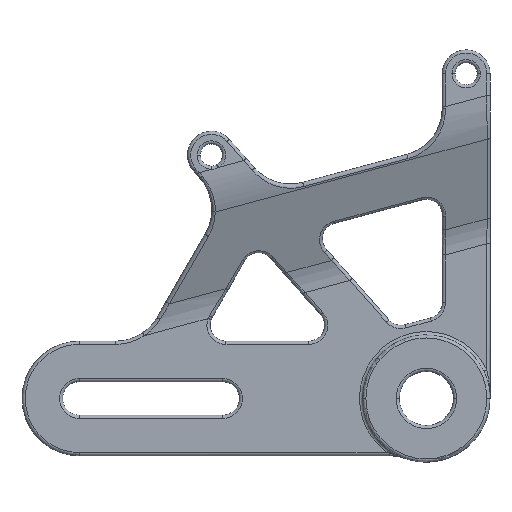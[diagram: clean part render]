
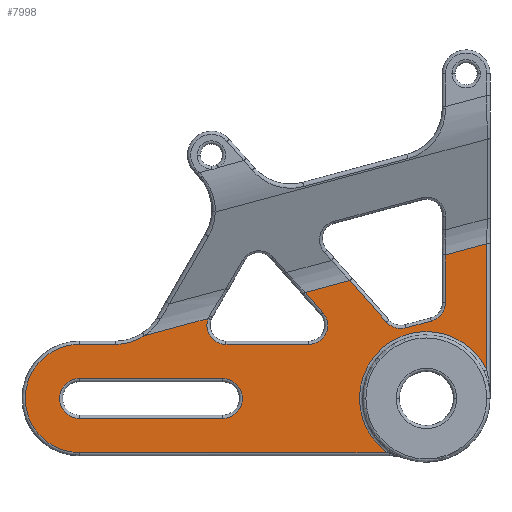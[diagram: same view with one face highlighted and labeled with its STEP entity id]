
A CAD part, left-side view. The second image highlights one B-rep face of the part: STEP entity #7998.
In plain terms, the highlighted planar face has unit normal (-1, 0, 0).
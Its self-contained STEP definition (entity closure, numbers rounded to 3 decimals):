
#6852=AXIS2_PLACEMENT_3D('Circle Axis2P3D',#6850,#6851,$) ;
#6894=AXIS2_PLACEMENT_3D('Circle Axis2P3D',#6892,#6893,$) ;
#6949=AXIS2_PLACEMENT_3D('Circle Axis2P3D',#6947,#6948,$) ;
#6990=AXIS2_PLACEMENT_3D('Circle Axis2P3D',#6988,#6989,$) ;
#7045=AXIS2_PLACEMENT_3D('Circle Axis2P3D',#7043,#7044,$) ;
#7394=AXIS2_PLACEMENT_3D('Circle Axis2P3D',#7392,#7393,$) ;
#7401=AXIS2_PLACEMENT_3D('Circle Axis2P3D',#7399,#7400,$) ;
#7532=AXIS2_PLACEMENT_3D('Circle Axis2P3D',#7530,#7531,$) ;
#7684=AXIS2_PLACEMENT_3D('Circle Axis2P3D',#7682,#7683,$) ;
#7780=AXIS2_PLACEMENT_3D('Circle Axis2P3D',#7778,#7779,$) ;
#7969=AXIS2_PLACEMENT_3D('Plane Axis2P3D',#7966,#7967,#7968) ;
#4003=CARTESIAN_POINT('Vertex',(-28.,-19.,48.573)) ;
#4198=CARTESIAN_POINT('Vertex',(-28.,-19.,8.944)) ;
#4219=CARTESIAN_POINT('Line Origine',(-28.,-19.,48.686)) ;
#5009=CARTESIAN_POINT('Vertex',(-28.,38.066,33.282)) ;
#5060=CARTESIAN_POINT('Vertex',(-28.,32.493,26.972)) ;
#5063=CARTESIAN_POINT('Line Origine',(-28.,19.95,12.77)) ;
#5272=CARTESIAN_POINT('Vertex',(-28.,24.041,37.04)) ;
#5318=CARTESIAN_POINT('Line Origine',(-28.,5.31,15.831)) ;
#5322=CARTESIAN_POINT('Vertex',(-28.,12.52,23.996)) ;
#5551=CARTESIAN_POINT('Vertex',(-28.,-6.,45.089)) ;
#5605=CARTESIAN_POINT('Vertex',(-28.,-6.,30.117)) ;
#5608=CARTESIAN_POINT('Line Origine',(-28.,-6.,19.441)) ;
#5757=CARTESIAN_POINT('Line Origine',(-28.,-6.033,45.098)) ;
#5774=CARTESIAN_POINT('Vertex',(-28.,68.538,25.117)) ;
#5783=CARTESIAN_POINT('Vertex',(-28.,88.615,19.737)) ;
#5786=CARTESIAN_POINT('Line Origine',(-28.,-6.033,45.098)) ;
#5943=CARTESIAN_POINT('Line Origine',(-28.,-6.033,45.098)) ;
#6847=CARTESIAN_POINT('Vertex',(-28.,97.565,17.)) ;
#6850=CARTESIAN_POINT('Axis2P3D Location',(-28.,97.565,33.)) ;
#6892=CARTESIAN_POINT('Axis2P3D Location',(-28.,62.924,23.)) ;
#6896=CARTESIAN_POINT('Vertex',(-28.,62.924,17.)) ;
#6944=CARTESIAN_POINT('Vertex',(-28.,36.99,17.)) ;
#6947=CARTESIAN_POINT('Axis2P3D Location',(-28.,36.99,23.)) ;
#6988=CARTESIAN_POINT('Axis2P3D Location',(-28.,8.023,27.967)) ;
#6992=CARTESIAN_POINT('Vertex',(-28.,6.47,22.172)) ;
#7040=CARTESIAN_POINT('Vertex',(-28.,-1.553,24.322)) ;
#7043=CARTESIAN_POINT('Axis2P3D Location',(-28.,0.,30.117)) ;
#7357=CARTESIAN_POINT('Vertex',(-28.,12.329,-17.)) ;
#7392=CARTESIAN_POINT('Axis2P3D Location',(-28.,0.,0.)) ;
#7396=CARTESIAN_POINT('Vertex',(-28.,21.,0.)) ;
#7399=CARTESIAN_POINT('Axis2P3D Location',(-28.,0.,0.)) ;
#7474=CARTESIAN_POINT('Line Origine',(-28.,53.326,-17.)) ;
#7478=CARTESIAN_POINT('Vertex',(-28.,109.,-17.)) ;
#7527=CARTESIAN_POINT('Vertex',(-28.,109.,17.)) ;
#7530=CARTESIAN_POINT('Axis2P3D Location',(-28.,109.,0.)) ;
#7564=CARTESIAN_POINT('Line Origine',(-28.,51.992,17.)) ;
#7593=CARTESIAN_POINT('Line Origine',(-28.,48.608,17.)) ;
#7627=CARTESIAN_POINT('Line Origine',(-28.,50.101,10.481)) ;
#7679=CARTESIAN_POINT('Vertex',(-28.,109.,6.25)) ;
#7682=CARTESIAN_POINT('Axis2P3D Location',(-28.,109.,0.)) ;
#7686=CARTESIAN_POINT('Vertex',(-28.,109.,-6.25)) ;
#7730=CARTESIAN_POINT('Line Origine',(-28.,45.618,-6.25)) ;
#7734=CARTESIAN_POINT('Vertex',(-28.,64.,-6.25)) ;
#7778=CARTESIAN_POINT('Axis2P3D Location',(-28.,64.,0.)) ;
#7782=CARTESIAN_POINT('Vertex',(-28.,64.,6.25)) ;
#7819=CARTESIAN_POINT('Line Origine',(-28.,48.967,6.25)) ;
#7966=CARTESIAN_POINT('Axis2P3D Location',(-28.,5.176,19.319)) ;
#4220=DIRECTION('Vector Direction',(0.,0.,-1.)) ;
#5064=DIRECTION('Vector Direction',(0.,0.662,0.75)) ;
#5319=DIRECTION('Vector Direction',(0.,0.662,0.75)) ;
#5609=DIRECTION('Vector Direction',(0.,0.,1.)) ;
#5758=DIRECTION('Vector Direction',(0.,0.966,-0.259)) ;
#5787=DIRECTION('Vector Direction',(0.,0.966,-0.259)) ;
#5944=DIRECTION('Vector Direction',(0.,0.966,-0.259)) ;
#6851=DIRECTION('Axis2P3D Direction',(1.,0.,-0.)) ;
#6893=DIRECTION('Axis2P3D Direction',(1.,0.,-0.)) ;
#6948=DIRECTION('Axis2P3D Direction',(1.,0.,-0.)) ;
#6989=DIRECTION('Axis2P3D Direction',(1.,0.,-0.)) ;
#7044=DIRECTION('Axis2P3D Direction',(1.,-0.,0.)) ;
#7393=DIRECTION('Axis2P3D Direction',(1.,-0.,0.)) ;
#7400=DIRECTION('Axis2P3D Direction',(1.,-0.,0.)) ;
#7475=DIRECTION('Vector Direction',(0.,1.,0.)) ;
#7531=DIRECTION('Axis2P3D Direction',(1.,0.,0.)) ;
#7565=DIRECTION('Vector Direction',(0.,-1.,0.)) ;
#7594=DIRECTION('Vector Direction',(0.,-1.,0.)) ;
#7628=DIRECTION('Vector Direction',(0.,-0.966,0.259)) ;
#7683=DIRECTION('Axis2P3D Direction',(1.,0.,0.)) ;
#7731=DIRECTION('Vector Direction',(0.,-1.,0.)) ;
#7779=DIRECTION('Axis2P3D Direction',(1.,0.,-0.)) ;
#7820=DIRECTION('Vector Direction',(0.,1.,0.)) ;
#7967=DIRECTION('Axis2P3D Direction',(1.,0.,-0.)) ;
#7968=DIRECTION('Axis2P3D XDirection',(0.,0.259,0.966)) ;
#4221=VECTOR('Line Direction',#4220,1.) ;
#5065=VECTOR('Line Direction',#5064,1.) ;
#5320=VECTOR('Line Direction',#5319,1.) ;
#5610=VECTOR('Line Direction',#5609,1.) ;
#5759=VECTOR('Line Direction',#5758,1.) ;
#5788=VECTOR('Line Direction',#5787,1.) ;
#5945=VECTOR('Line Direction',#5944,1.) ;
#7476=VECTOR('Line Direction',#7475,1.) ;
#7566=VECTOR('Line Direction',#7565,1.) ;
#7595=VECTOR('Line Direction',#7594,1.) ;
#7629=VECTOR('Line Direction',#7628,1.) ;
#7732=VECTOR('Line Direction',#7731,1.) ;
#7821=VECTOR('Line Direction',#7820,1.) ;
#7972=ORIENTED_EDGE('',*,*,#5067,.F.) ;
#7973=ORIENTED_EDGE('',*,*,#6951,.F.) ;
#7974=ORIENTED_EDGE('',*,*,#7597,.F.) ;
#7975=ORIENTED_EDGE('',*,*,#6898,.F.) ;
#7976=ORIENTED_EDGE('',*,*,#5790,.F.) ;
#7977=ORIENTED_EDGE('',*,*,#6854,.T.) ;
#7978=ORIENTED_EDGE('',*,*,#7568,.T.) ;
#7979=ORIENTED_EDGE('',*,*,#7534,.T.) ;
#7980=ORIENTED_EDGE('',*,*,#7480,.T.) ;
#7981=ORIENTED_EDGE('',*,*,#7403,.T.) ;
#7982=ORIENTED_EDGE('',*,*,#7398,.T.) ;
#7983=ORIENTED_EDGE('',*,*,#4223,.T.) ;
#7984=ORIENTED_EDGE('',*,*,#5947,.F.) ;
#7985=ORIENTED_EDGE('',*,*,#5612,.F.) ;
#7986=ORIENTED_EDGE('',*,*,#7047,.F.) ;
#7987=ORIENTED_EDGE('',*,*,#7631,.F.) ;
#7988=ORIENTED_EDGE('',*,*,#6994,.F.) ;
#7989=ORIENTED_EDGE('',*,*,#5324,.F.) ;
#7990=ORIENTED_EDGE('',*,*,#5761,.F.) ;
#7993=ORIENTED_EDGE('',*,*,#7784,.F.) ;
#7994=ORIENTED_EDGE('',*,*,#7736,.F.) ;
#7995=ORIENTED_EDGE('',*,*,#7688,.F.) ;
#7996=ORIENTED_EDGE('',*,*,#7823,.F.) ;
#7997=FACE_BOUND('',#7992,.T.) ;
#7998=ADVANCED_FACE('Corps principal',(#7991,#7997),#7970,.F.) ;
#6853=CIRCLE('generated circle',#6852,16.) ;
#6895=CIRCLE('generated circle',#6894,6.) ;
#6950=CIRCLE('generated circle',#6949,6.) ;
#6991=CIRCLE('generated circle',#6990,6.) ;
#7046=CIRCLE('generated circle',#7045,6.) ;
#7395=CIRCLE('generated circle',#7394,21.) ;
#7402=CIRCLE('generated circle',#7401,21.) ;
#7533=CIRCLE('generated circle',#7532,17.) ;
#7685=CIRCLE('generated circle',#7684,6.25) ;
#7781=CIRCLE('generated circle',#7780,6.25) ;
#4223=EDGE_CURVE('',#4199,#4004,#4222,.F.) ;
#5067=EDGE_CURVE('',#5061,#5010,#5066,.T.) ;
#5324=EDGE_CURVE('',#5273,#5323,#5321,.F.) ;
#5612=EDGE_CURVE('',#5606,#5552,#5611,.T.) ;
#5761=EDGE_CURVE('',#5010,#5273,#5760,.F.) ;
#5790=EDGE_CURVE('',#5784,#5775,#5789,.F.) ;
#5947=EDGE_CURVE('',#5552,#4004,#5946,.F.) ;
#6854=EDGE_CURVE('',#5784,#6848,#6853,.T.) ;
#6898=EDGE_CURVE('',#5775,#6897,#6895,.F.) ;
#6951=EDGE_CURVE('',#6945,#5061,#6950,.F.) ;
#6994=EDGE_CURVE('',#5323,#6993,#6991,.F.) ;
#7047=EDGE_CURVE('',#7041,#5606,#7046,.F.) ;
#7398=EDGE_CURVE('',#7397,#4199,#7395,.T.) ;
#7403=EDGE_CURVE('',#7358,#7397,#7402,.T.) ;
#7480=EDGE_CURVE('',#7479,#7358,#7477,.F.) ;
#7534=EDGE_CURVE('',#7528,#7479,#7533,.F.) ;
#7568=EDGE_CURVE('',#6848,#7528,#7567,.F.) ;
#7597=EDGE_CURVE('',#6897,#6945,#7596,.T.) ;
#7631=EDGE_CURVE('',#6993,#7041,#7630,.T.) ;
#7688=EDGE_CURVE('',#7680,#7687,#7685,.F.) ;
#7736=EDGE_CURVE('',#7687,#7735,#7733,.T.) ;
#7784=EDGE_CURVE('',#7735,#7783,#7781,.F.) ;
#7823=EDGE_CURVE('',#7783,#7680,#7822,.T.) ;
#7971=EDGE_LOOP('',(#7972,#7973,#7974,#7975,#7976,#7977,#7978,#7979,#7980,#7981,#7982,#7983,#7984,#7985,#7986,#7987,#7988,#7989,#7990)) ;
#7992=EDGE_LOOP('',(#7993,#7994,#7995,#7996)) ;
#7991=FACE_OUTER_BOUND('',#7971,.T.) ;
#4222=LINE('Line',#4219,#4221) ;
#5066=LINE('Line',#5063,#5065) ;
#5321=LINE('Line',#5318,#5320) ;
#5611=LINE('Line',#5608,#5610) ;
#5760=LINE('Line',#5757,#5759) ;
#5789=LINE('Line',#5786,#5788) ;
#5946=LINE('Line',#5943,#5945) ;
#7477=LINE('Line',#7474,#7476) ;
#7567=LINE('Line',#7564,#7566) ;
#7596=LINE('Line',#7593,#7595) ;
#7630=LINE('Line',#7627,#7629) ;
#7733=LINE('Line',#7730,#7732) ;
#7822=LINE('Line',#7819,#7821) ;
#7970=PLANE('',#7969) ;
#4004=VERTEX_POINT('',#4003) ;
#4199=VERTEX_POINT('',#4198) ;
#5010=VERTEX_POINT('',#5009) ;
#5061=VERTEX_POINT('',#5060) ;
#5273=VERTEX_POINT('',#5272) ;
#5323=VERTEX_POINT('',#5322) ;
#5552=VERTEX_POINT('',#5551) ;
#5606=VERTEX_POINT('',#5605) ;
#5775=VERTEX_POINT('',#5774) ;
#5784=VERTEX_POINT('',#5783) ;
#6848=VERTEX_POINT('',#6847) ;
#6897=VERTEX_POINT('',#6896) ;
#6945=VERTEX_POINT('',#6944) ;
#6993=VERTEX_POINT('',#6992) ;
#7041=VERTEX_POINT('',#7040) ;
#7358=VERTEX_POINT('',#7357) ;
#7397=VERTEX_POINT('',#7396) ;
#7479=VERTEX_POINT('',#7478) ;
#7528=VERTEX_POINT('',#7527) ;
#7680=VERTEX_POINT('',#7679) ;
#7687=VERTEX_POINT('',#7686) ;
#7735=VERTEX_POINT('',#7734) ;
#7783=VERTEX_POINT('',#7782) ;
